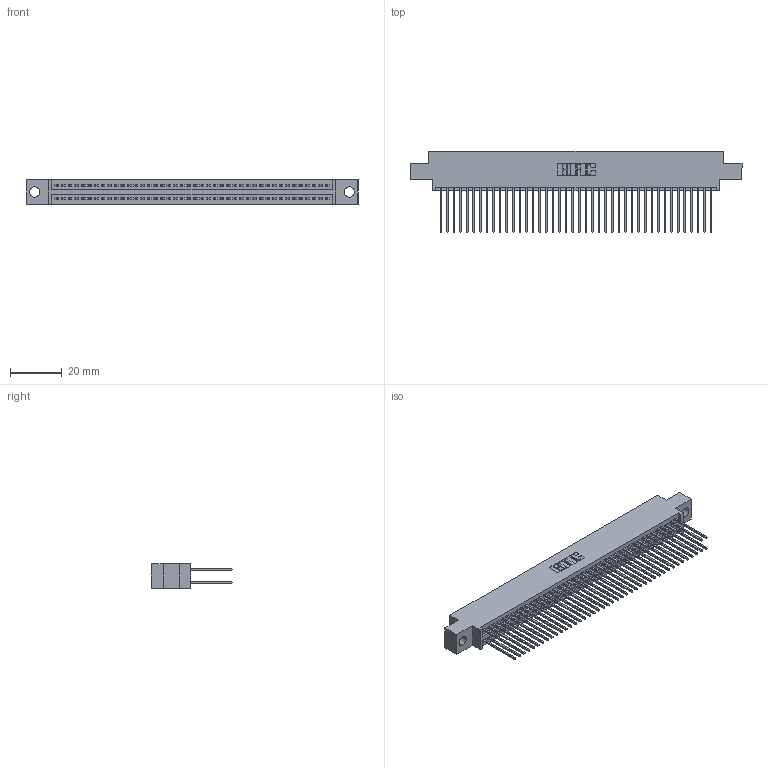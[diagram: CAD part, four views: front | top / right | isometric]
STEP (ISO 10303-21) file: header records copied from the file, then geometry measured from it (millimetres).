
FILE_DESCRIPTION (( 'STEP AP203' ), '1' );
FILE_NAME ('345-084-542-804.STEP', '2021-05-20T12:49:15', ( '' ), ( '' ), 'SwSTEP 2.0', 'SolidWorks 2020', '' );
FILE_SCHEMA (( 'CONFIG_CONTROL_DESIGN' ));
Length unit declared in the file: inch
Products named in the file (3): 345-292-001_345-293-142; 345 Part_0.170 Offset - 0.156 Dia-TI; 345-084-542-804
Assembly tree (85 placements, depth 2):
  345-084-542-804
    345 Part_0.170 Offset - 0.156 Dia-TI
    345-292-001_345-293-142  x84
Bounding box: 127.89 x 31.29 x 9.4 mm (x, y, z)
Volume: 12595.5 mm3; surface area: 20443.3 mm2
Topology: 85 solids, 85 shells, 4344 faces, 12905 edges, 8490 vertices
Faces by surface type: plane 2870, cylinder 1474
Entity records: 33523 total; most frequent: CARTESIAN_POINT 5626, ORIENTED_EDGE 5558, DIRECTION 4959, EDGE_CURVE 2779, LINE 2479, VECTOR 2479, VERTEX_POINT 1850, AXIS2_PLACEMENT_3D 1240
